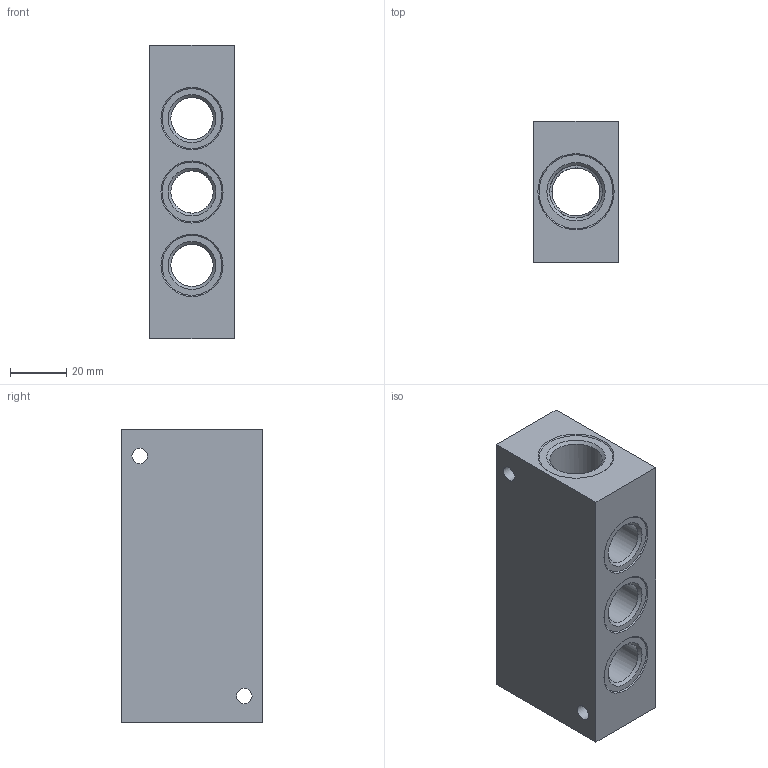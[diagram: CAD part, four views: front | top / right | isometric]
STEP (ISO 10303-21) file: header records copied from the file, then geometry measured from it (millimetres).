
FILE_DESCRIPTION(( 'RA.57.338.12.step' ), '1');
FILE_NAME( 'RA.57.338.12.step', '2020-09-01T09:59:38',( 'Sopra'),('sopra-pneumatic.com'), 'SwSTEP 2.0','SolidWorks 2009','' );
FILE_SCHEMA (('AUTOMOTIVE_DESIGN { 1 0 10303 214 3 1 1 }'));
Length unit declared in the file: millimetre
Products named in the file (1): CC.2E1-2.3U3-8
Bounding box: 30 x 50 x 104 mm (x, y, z)
Volume: 109883.4 mm3; surface area: 28464.7 mm2
Topology: 1 solids, 1 shells, 45 faces, 114 edges, 75 vertices
Faces by surface type: cone 20, plane 14, cylinder 11
Full cylindrical faces by diameter (mm): 5.5 x2, 14.95 x6, 17 x1, 18.631 x2
Entity records: 1701 total; most frequent: CARTESIAN_POINT 535, DIRECTION 231, ORIENTED_EDGE 228, EDGE_CURVE 114, AXIS2_PLACEMENT_3D 96, VERTEX_POINT 75, EDGE_LOOP 67, CIRCLE 50
